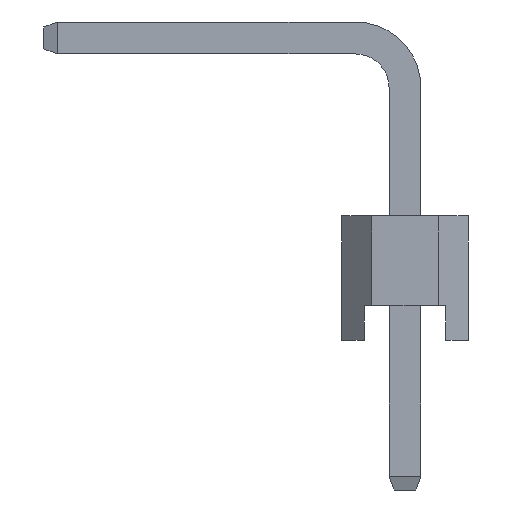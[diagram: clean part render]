
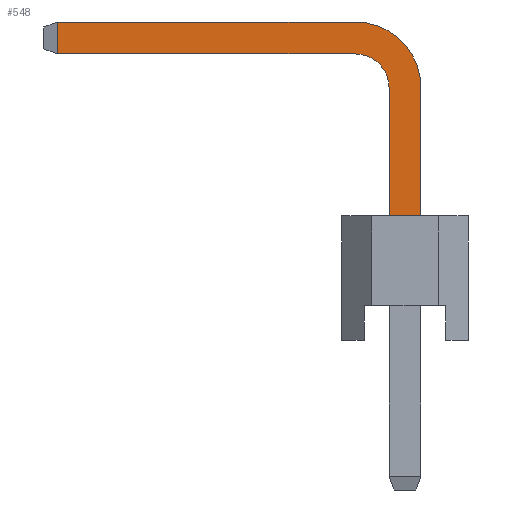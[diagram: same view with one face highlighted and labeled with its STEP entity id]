
A CAD part, left-side view. The second image highlights one B-rep face of the part: STEP entity #548.
In plain terms, the highlighted planar face has unit normal (-1, 0, 0).
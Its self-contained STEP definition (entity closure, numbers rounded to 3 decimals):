
#548=ADVANCED_FACE('',(#1642),#1644,.T.);
#1642=FACE_BOUND('',#1643,.T.);
#1643=EDGE_LOOP('',(#2537,#2538,#2539,#2540,#2541,#2542,#2543,#2544));
#1644=PLANE('',#1645);
#1645=AXIS2_PLACEMENT_3D('',#1646,#1647,#1648);
#1646=CARTESIAN_POINT('',(-0.32,0.32,-3.));
#1647=DIRECTION('',(-1.,0.,0.));
#1648=DIRECTION('',(0.,-1.,0.));
#2537=ORIENTED_EDGE('',*,*,#3082,.F.);
#2538=ORIENTED_EDGE('',*,*,#3083,.F.);
#2539=ORIENTED_EDGE('',*,*,#3084,.F.);
#2540=ORIENTED_EDGE('',*,*,#3071,.F.);
#2541=ORIENTED_EDGE('',*,*,#2890,.T.);
#2542=ORIENTED_EDGE('',*,*,#3081,.T.);
#2543=ORIENTED_EDGE('',*,*,#3085,.T.);
#2544=ORIENTED_EDGE('',*,*,#3086,.T.);
#2890=EDGE_CURVE('',#3260,#3264,#3266,.T.);
#3071=EDGE_CURVE('',#3260,#3569,#3570,.T.);
#3081=EDGE_CURVE('',#3264,#3585,#3587,.T.);
#3082=EDGE_CURVE('',#3588,#3589,#3590,.T.);
#3083=EDGE_CURVE('',#3591,#3588,#3592,.T.);
#3084=EDGE_CURVE('',#3569,#3591,#3593,.T.);
#3085=EDGE_CURVE('',#3585,#3594,#3595,.T.);
#3086=EDGE_CURVE('',#3594,#3589,#3596,.T.);
#3260=VERTEX_POINT('',#3882);
#3264=VERTEX_POINT('',#3890);
#3266=LINE('',#3894,#3895);
#3569=VERTEX_POINT('',#4571);
#3570=LINE('',#4572,#4573);
#3585=VERTEX_POINT('',#4607);
#3587=LINE('',#4611,#4612);
#3588=VERTEX_POINT('',#4614);
#3589=VERTEX_POINT('',#4615);
#3590=LINE('',#4616,#4617);
#3591=VERTEX_POINT('',#4619);
#3592=LINE('',#4620,#4621);
#3593=CIRCLE('',#4623,0.68);
#3594=VERTEX_POINT('',#4627);
#3595=CIRCLE('',#4628,1.32);
#3596=LINE('',#4632,#4633);
#3882=CARTESIAN_POINT('',(-0.32,0.32,2.5));
#3890=CARTESIAN_POINT('',(-0.32,-0.32,2.5));
#3894=CARTESIAN_POINT('',(-0.32,0.32,2.5));
#3895=VECTOR('',#3896,1.);
#3896=DIRECTION('',(0.,-1.,0.));
#4571=CARTESIAN_POINT('',(-0.32,0.32,5.07));
#4572=CARTESIAN_POINT('',(-0.32,0.32,2.5));
#4573=VECTOR('',#4574,1.);
#4574=DIRECTION('',(0.,0.,1.));
#4607=CARTESIAN_POINT('',(-0.32,-0.32,5.07));
#4611=CARTESIAN_POINT('',(-0.32,-0.32,2.5));
#4612=VECTOR('',#4613,1.);
#4613=DIRECTION('',(0.,0.,1.));
#4614=CARTESIAN_POINT('',(-0.32,6.975,5.75));
#4615=CARTESIAN_POINT('',(-0.32,6.975,6.39));
#4616=CARTESIAN_POINT('',(-0.32,6.975,5.75));
#4617=VECTOR('',#4618,1.);
#4618=DIRECTION('',(0.,0.,1.));
#4619=CARTESIAN_POINT('',(-0.32,1.,5.75));
#4620=CARTESIAN_POINT('',(-0.32,1.,5.75));
#4621=VECTOR('',#4622,1.);
#4622=DIRECTION('',(0.,1.,0.));
#4623=AXIS2_PLACEMENT_3D('',#4624,#4625,#4626);
#4624=CARTESIAN_POINT('',(-0.32,1.,5.07));
#4625=DIRECTION('',(-1.,-0.,0.));
#4626=DIRECTION('',(0.,-1.,0.));
#4627=CARTESIAN_POINT('',(-0.32,1.,6.39));
#4628=AXIS2_PLACEMENT_3D('',#4629,#4630,#4631);
#4629=CARTESIAN_POINT('',(-0.32,1.,5.07));
#4630=DIRECTION('',(-1.,-0.,0.));
#4631=DIRECTION('',(0.,-1.,0.));
#4632=CARTESIAN_POINT('',(-0.32,1.,6.39));
#4633=VECTOR('',#4634,1.);
#4634=DIRECTION('',(0.,1.,0.));
